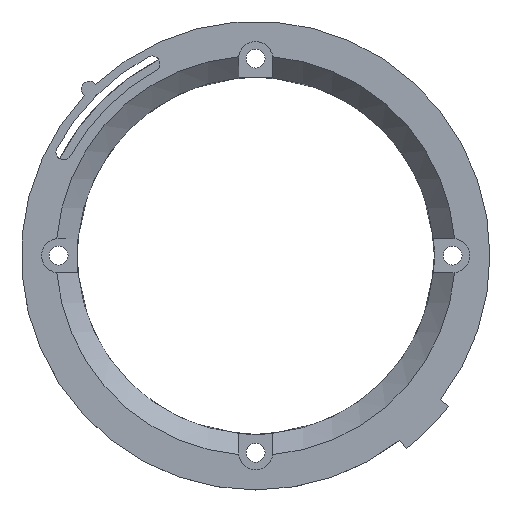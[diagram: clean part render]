
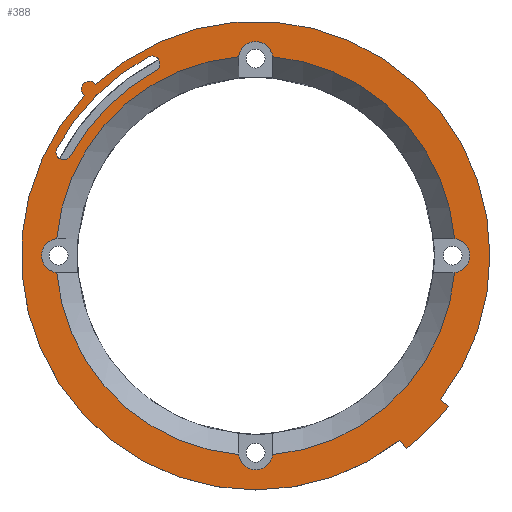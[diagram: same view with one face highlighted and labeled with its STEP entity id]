
A CAD part, top view. The second image highlights one B-rep face of the part: STEP entity #388.
In plain terms, the highlighted planar face has unit normal (0, 0, 1).
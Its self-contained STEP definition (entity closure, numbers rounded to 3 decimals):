
#34=CARTESIAN_POINT('',(118.368,-164.336,18.95));
#35=VERTEX_POINT('',#34);
#42=CARTESIAN_POINT('',(114.336,-168.368,18.95));
#43=VERTEX_POINT('',#42);
#44=CARTESIAN_POINT('',(100.,-150.,18.95));
#45=DIRECTION('',(0.,-0.,-1.));
#46=DIRECTION('',(1.,0.,0.));
#47=AXIS2_PLACEMENT_3D('',#44,#45,#46);
#48=CIRCLE('',#47,23.3);
#49=EDGE_CURVE('',#35,#43,#48,.T.);
#74=CARTESIAN_POINT('',(117.576,-163.723,18.95));
#75=VERTEX_POINT('',#74);
#84=CARTESIAN_POINT('',(117.576,-163.723,18.95));
#85=DIRECTION('',(0.791,-0.612,0.));
#86=VECTOR('',#85,1.001);
#87=LINE('',#84,#86);
#88=EDGE_CURVE('',#75,#35,#87,.T.);
#106=CARTESIAN_POINT('',(113.723,-167.576,18.95));
#107=VERTEX_POINT('',#106);
#108=CARTESIAN_POINT('',(113.723,-167.576,18.95));
#109=DIRECTION('',(0.612,-0.791,0.));
#110=VECTOR('',#109,1.001);
#111=LINE('',#108,#110);
#112=EDGE_CURVE('',#107,#43,#111,.T.);
#223=CARTESIAN_POINT('',(-0.,0.,18.95));
#224=DIRECTION('',(-0.,0.,1.));
#225=DIRECTION('',(1.,0.,0.));
#226=AXIS2_PLACEMENT_3D('',#223,#224,#225);
#227=PLANE('',#226);
#228=CARTESIAN_POINT('',(83.716,-134.764,18.95));
#229=VERTEX_POINT('',#228);
#230=CARTESIAN_POINT('',(100.,-149.999,18.95));
#231=DIRECTION('',(0.,-0.,-1.));
#232=DIRECTION('',(1.,0.,0.));
#233=AXIS2_PLACEMENT_3D('',#230,#231,#232);
#234=CIRCLE('',#233,22.3);
#235=EDGE_CURVE('',#107,#229,#234,.T.);
#236=ORIENTED_EDGE('',*,*,#235,.F.);
#237=ORIENTED_EDGE('',*,*,#112,.T.);
#238=ORIENTED_EDGE('',*,*,#49,.F.);
#239=ORIENTED_EDGE('',*,*,#88,.F.);
#240=CARTESIAN_POINT('',(122.3,-149.999,18.95));
#241=VERTEX_POINT('',#240);
#242=CARTESIAN_POINT('',(100.,-149.999,18.95));
#243=DIRECTION('',(-0.,0.,1.));
#244=DIRECTION('',(1.,0.,0.));
#245=AXIS2_PLACEMENT_3D('',#242,#243,#244);
#246=CIRCLE('',#245,22.3);
#247=EDGE_CURVE('',#75,#241,#246,.T.);
#248=ORIENTED_EDGE('',*,*,#247,.T.);
#249=CARTESIAN_POINT('',(84.764,-133.715,18.95));
#250=VERTEX_POINT('',#249);
#251=CARTESIAN_POINT('',(100.,-149.999,18.95));
#252=DIRECTION('',(-0.,0.,1.));
#253=DIRECTION('',(1.,0.,0.));
#254=AXIS2_PLACEMENT_3D('',#251,#252,#253);
#255=CIRCLE('',#254,22.3);
#256=EDGE_CURVE('',#241,#250,#255,.T.);
#257=ORIENTED_EDGE('',*,*,#256,.T.);
#258=CARTESIAN_POINT('',(84.161,-134.16,18.95));
#259=DIRECTION('',(-0.,0.,1.));
#260=DIRECTION('',(1.,0.,0.));
#261=AXIS2_PLACEMENT_3D('',#258,#259,#260);
#262=CIRCLE('',#261,0.75);
#263=EDGE_CURVE('',#250,#229,#262,.T.);
#264=ORIENTED_EDGE('',*,*,#263,.T.);
#265=EDGE_LOOP('',(#236,#237,#238,#239,#248,#257,#264));
#266=FACE_BOUND('',#265,.T.);
#267=CARTESIAN_POINT('',(89.78,-131.084,18.95));
#268=VERTEX_POINT('',#267);
#269=CARTESIAN_POINT('',(81.085,-139.779,18.95));
#270=VERTEX_POINT('',#269);
#271=CARTESIAN_POINT('',(100.,-150.,18.95));
#272=DIRECTION('',(-0.,0.,1.));
#273=DIRECTION('',(1.,0.,0.));
#274=AXIS2_PLACEMENT_3D('',#271,#272,#273);
#275=CIRCLE('',#274,21.5);
#276=EDGE_CURVE('',#268,#270,#275,.T.);
#277=ORIENTED_EDGE('',*,*,#276,.F.);
#278=CARTESIAN_POINT('',(90.886,-131.744,18.95));
#279=VERTEX_POINT('',#278);
#280=CARTESIAN_POINT('',(90.136,-131.744,18.95));
#281=DIRECTION('',(-0.,0.,1.));
#282=DIRECTION('',(1.,0.,0.));
#283=AXIS2_PLACEMENT_3D('',#280,#281,#282);
#284=CIRCLE('',#283,0.75);
#285=EDGE_CURVE('',#279,#268,#284,.T.);
#286=ORIENTED_EDGE('',*,*,#285,.F.);
#287=CARTESIAN_POINT('',(90.493,-132.404,18.95));
#288=VERTEX_POINT('',#287);
#289=CARTESIAN_POINT('',(90.136,-131.744,18.95));
#290=DIRECTION('',(-0.,0.,1.));
#291=DIRECTION('',(1.,0.,0.));
#292=AXIS2_PLACEMENT_3D('',#289,#290,#291);
#293=CIRCLE('',#292,0.75);
#294=EDGE_CURVE('',#288,#279,#293,.T.);
#295=ORIENTED_EDGE('',*,*,#294,.F.);
#296=CARTESIAN_POINT('',(82.405,-140.492,18.95));
#297=VERTEX_POINT('',#296);
#298=CARTESIAN_POINT('',(100.,-150.,18.95));
#299=DIRECTION('',(0.,-0.,-1.));
#300=DIRECTION('',(1.,0.,0.));
#301=AXIS2_PLACEMENT_3D('',#298,#299,#300);
#302=CIRCLE('',#301,20.);
#303=EDGE_CURVE('',#297,#288,#302,.T.);
#304=ORIENTED_EDGE('',*,*,#303,.F.);
#305=CARTESIAN_POINT('',(81.745,-140.136,18.95));
#306=DIRECTION('',(-0.,0.,1.));
#307=DIRECTION('',(1.,0.,0.));
#308=AXIS2_PLACEMENT_3D('',#305,#306,#307);
#309=CIRCLE('',#308,0.75);
#310=EDGE_CURVE('',#270,#297,#309,.T.);
#311=ORIENTED_EDGE('',*,*,#310,.F.);
#312=EDGE_LOOP('',(#277,#286,#295,#304,#311));
#313=FACE_BOUND('',#312,.T.);
#314=CARTESIAN_POINT('',(101.615,-131.068,18.95));
#315=VERTEX_POINT('',#314);
#316=CARTESIAN_POINT('',(98.385,-131.068,18.95));
#317=VERTEX_POINT('',#316);
#318=CARTESIAN_POINT('',(100.,-131.249,18.95));
#319=DIRECTION('',(-0.,0.,1.));
#320=DIRECTION('',(1.,0.,0.));
#321=AXIS2_PLACEMENT_3D('',#318,#319,#320);
#322=CIRCLE('',#321,1.625);
#323=EDGE_CURVE('',#315,#317,#322,.T.);
#324=ORIENTED_EDGE('',*,*,#323,.F.);
#325=CARTESIAN_POINT('',(118.931,-148.384,18.95));
#326=VERTEX_POINT('',#325);
#327=CARTESIAN_POINT('',(100.,-149.999,18.95));
#328=DIRECTION('',(0.,-0.,-1.));
#329=DIRECTION('',(1.,0.,0.));
#330=AXIS2_PLACEMENT_3D('',#327,#328,#329);
#331=CIRCLE('',#330,19.);
#332=EDGE_CURVE('',#315,#326,#331,.T.);
#333=ORIENTED_EDGE('',*,*,#332,.T.);
#334=CARTESIAN_POINT('',(118.931,-151.614,18.95));
#335=VERTEX_POINT('',#334);
#336=CARTESIAN_POINT('',(118.75,-149.999,18.95));
#337=DIRECTION('',(-0.,0.,1.));
#338=DIRECTION('',(1.,0.,0.));
#339=AXIS2_PLACEMENT_3D('',#336,#337,#338);
#340=CIRCLE('',#339,1.625);
#341=EDGE_CURVE('',#335,#326,#340,.T.);
#342=ORIENTED_EDGE('',*,*,#341,.F.);
#343=CARTESIAN_POINT('',(101.615,-168.93,18.95));
#344=VERTEX_POINT('',#343);
#345=CARTESIAN_POINT('',(100.,-149.999,18.95));
#346=DIRECTION('',(0.,-0.,-1.));
#347=DIRECTION('',(1.,0.,0.));
#348=AXIS2_PLACEMENT_3D('',#345,#346,#347);
#349=CIRCLE('',#348,19.);
#350=EDGE_CURVE('',#335,#344,#349,.T.);
#351=ORIENTED_EDGE('',*,*,#350,.T.);
#352=CARTESIAN_POINT('',(98.385,-168.93,18.95));
#353=VERTEX_POINT('',#352);
#354=CARTESIAN_POINT('',(100.,-168.749,18.95));
#355=DIRECTION('',(-0.,0.,1.));
#356=DIRECTION('',(1.,0.,0.));
#357=AXIS2_PLACEMENT_3D('',#354,#355,#356);
#358=CIRCLE('',#357,1.625);
#359=EDGE_CURVE('',#353,#344,#358,.T.);
#360=ORIENTED_EDGE('',*,*,#359,.F.);
#361=CARTESIAN_POINT('',(81.069,-151.614,18.95));
#362=VERTEX_POINT('',#361);
#363=CARTESIAN_POINT('',(100.,-149.999,18.95));
#364=DIRECTION('',(0.,-0.,-1.));
#365=DIRECTION('',(1.,0.,0.));
#366=AXIS2_PLACEMENT_3D('',#363,#364,#365);
#367=CIRCLE('',#366,19.);
#368=EDGE_CURVE('',#353,#362,#367,.T.);
#369=ORIENTED_EDGE('',*,*,#368,.T.);
#370=CARTESIAN_POINT('',(81.069,-148.384,18.95));
#371=VERTEX_POINT('',#370);
#372=CARTESIAN_POINT('',(81.25,-149.999,18.95));
#373=DIRECTION('',(-0.,0.,1.));
#374=DIRECTION('',(1.,0.,0.));
#375=AXIS2_PLACEMENT_3D('',#372,#373,#374);
#376=CIRCLE('',#375,1.625);
#377=EDGE_CURVE('',#371,#362,#376,.T.);
#378=ORIENTED_EDGE('',*,*,#377,.F.);
#379=CARTESIAN_POINT('',(100.,-149.999,18.95));
#380=DIRECTION('',(0.,-0.,-1.));
#381=DIRECTION('',(1.,0.,0.));
#382=AXIS2_PLACEMENT_3D('',#379,#380,#381);
#383=CIRCLE('',#382,19.);
#384=EDGE_CURVE('',#371,#317,#383,.T.);
#385=ORIENTED_EDGE('',*,*,#384,.T.);
#386=EDGE_LOOP('',(#324,#333,#342,#351,#360,#369,#378,#385));
#387=FACE_BOUND('',#386,.T.);
#388=ADVANCED_FACE('',(#266,#313,#387),#227,.T.);
